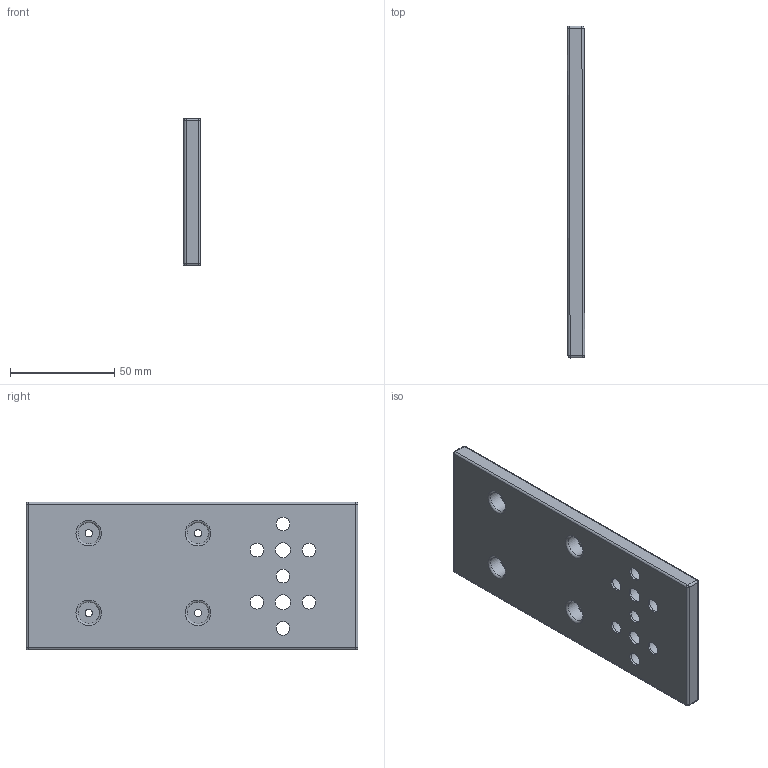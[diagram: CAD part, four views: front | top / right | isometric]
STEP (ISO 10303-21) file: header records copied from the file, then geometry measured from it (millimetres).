
FILE_DESCRIPTION(/* description */ (''),/* implementation_level */ '2;1');
FILE_NAME(/* name */ 'Adapter Concept #4 (AP90 M &PartM0093).step',/* time_stamp */ '2024-06-17T18:01:39-04:00',/* author */ (''),/* organization */ (''),/* preprocessor_version */ 'ST-DEVELOPER v20',/* originating_system */ 'Autodesk Translation Framework v12.20.1.177',/* authorisation */ '');
FILE_SCHEMA (('AUTOMOTIVE_DESIGN { 1 0 10303 214 3 1 1 }'));
Length unit declared in the file: millimetre
Products named in the file (1): #2207
Bounding box: 8.33 x 159.09 x 70.77 mm (x, y, z)
Volume: 81978.5 mm3; surface area: 28052.4 mm2
Topology: 1 solids, 1 shells, 78 faces, 165 edges, 102 vertices
Faces by surface type: cylinder 38, plane 19, torus 13, sphere 8
Full cylindrical faces by diameter (mm): 3.5 x4, 6.508 x7, 7.239 x2, 10.2 x13
Entity records: 2213 total; most frequent: DIRECTION 438, CARTESIAN_POINT 346, ORIENTED_EDGE 330, AXIS2_PLACEMENT_3D 194, EDGE_CURVE 165, EDGE_LOOP 117, CIRCLE 115, VERTEX_POINT 102
